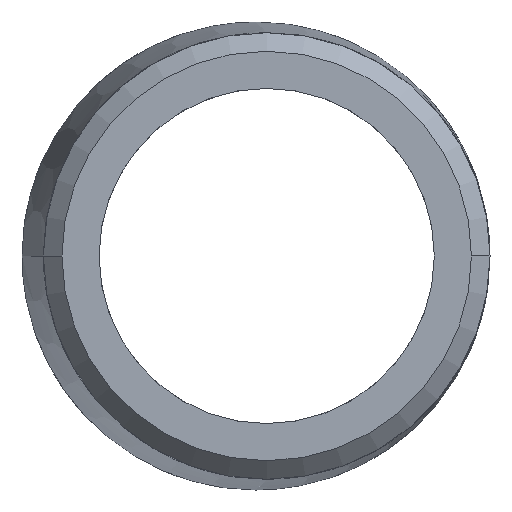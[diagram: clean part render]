
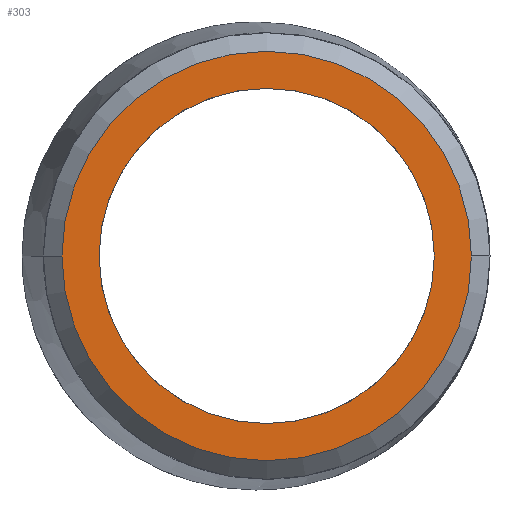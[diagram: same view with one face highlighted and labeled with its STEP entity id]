
A CAD part, left-side view. The second image highlights one B-rep face of the part: STEP entity #303.
In plain terms, the highlighted planar face has unit normal (-1, 0, 0).
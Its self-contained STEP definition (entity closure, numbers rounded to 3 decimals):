
#131 = EDGE_CURVE( '', #203, #249, #346, .T. );
#175 = VERTEX_POINT( '', #393 );
#203 = VERTEX_POINT( '', #424 );
#215 = EDGE_CURVE( '', #251, #175, #436, .T. );
#249 = VERTEX_POINT( '', #473 );
#251 = VERTEX_POINT( '', #475 );
#281 = EDGE_CURVE( '', #175, #251, #509, .T. );
#303 = ADVANCED_FACE( '', ( #534, #535 ), #536, .F. );
#315 = EDGE_CURVE( '', #249, #203, #548, .T. );
#346 = CIRCLE( '', #573, 57.3 );
#393 = CARTESIAN_POINT( '', ( 0., -3.65, -70. ) );
#424 = CARTESIAN_POINT( '', ( 0., -3.65, 57.3 ) );
#436 = CIRCLE( '', #1061, 70. );
#473 = CARTESIAN_POINT( '', ( 0., -3.65, -57.3 ) );
#475 = CARTESIAN_POINT( '', ( 0., -3.65, 70. ) );
#509 = CIRCLE( '', #1751, 70. );
#534 = FACE_OUTER_BOUND( '', #1816, .T. );
#535 = FACE_BOUND( '', #1817, .T. );
#536 = PLANE( '', #1818 );
#548 = CIRCLE( '', #1847, 57.3 );
#573 = AXIS2_PLACEMENT_3D( '', #2128, #2129, #2130 );
#1061 = AXIS2_PLACEMENT_3D( '', #2203, #2204, #2205 );
#1751 = AXIS2_PLACEMENT_3D( '', #2284, #2285, #2286 );
#1816 = EDGE_LOOP( '', ( #2312, #2313 ) );
#1817 = EDGE_LOOP( '', ( #2314, #2315 ) );
#1818 = AXIS2_PLACEMENT_3D( '', #2316, #2317, #2318 );
#1847 = AXIS2_PLACEMENT_3D( '', #2322, #2323, #2324 );
#2128 = CARTESIAN_POINT( '', ( 0., -3.65, 0. ) );
#2129 = DIRECTION( '', ( -1., 0., 0. ) );
#2130 = DIRECTION( '', ( 0., 0., -1. ) );
#2203 = CARTESIAN_POINT( '', ( 0., -3.65, 0. ) );
#2204 = DIRECTION( '', ( 1., 0., 0. ) );
#2205 = DIRECTION( '', ( 0., 0., -1. ) );
#2284 = CARTESIAN_POINT( '', ( 0., -3.65, 0. ) );
#2285 = DIRECTION( '', ( 1., 0., 0. ) );
#2286 = DIRECTION( '', ( 0., 0., -1. ) );
#2312 = ORIENTED_EDGE( '', *, *, #281, .F. );
#2313 = ORIENTED_EDGE( '', *, *, #215, .F. );
#2314 = ORIENTED_EDGE( '', *, *, #315, .F. );
#2315 = ORIENTED_EDGE( '', *, *, #131, .F. );
#2316 = CARTESIAN_POINT( '', ( 0., 0., 0. ) );
#2317 = DIRECTION( '', ( 1., 0., 0. ) );
#2318 = DIRECTION( '', ( 0., 0., -1. ) );
#2322 = CARTESIAN_POINT( '', ( 0., -3.65, 0. ) );
#2323 = DIRECTION( '', ( -1., 0., 0. ) );
#2324 = DIRECTION( '', ( 0., 0., -1. ) );
